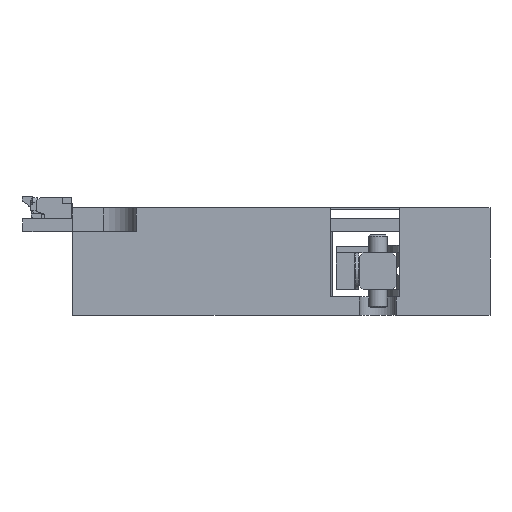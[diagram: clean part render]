
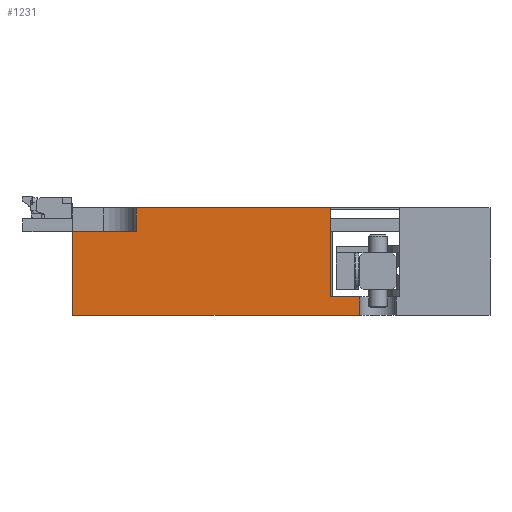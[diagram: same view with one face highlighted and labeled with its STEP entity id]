
A CAD part, left-side view. The second image highlights one B-rep face of the part: STEP entity #1231.
In plain terms, the highlighted planar face has unit normal (-1, 0, 0).
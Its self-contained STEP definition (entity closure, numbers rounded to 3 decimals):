
#1231=ADVANCED_FACE('',(#2451),#1920,.F.);
#1920=PLANE('',#13957);
#2451=FACE_OUTER_BOUND('',#3075,.T.);
#3075=EDGE_LOOP('',(#3875,#3876,#3877,#3878,#3879,#3880,#3881,#3882));
#3875=ORIENTED_EDGE('',*,*,#8912,.T.);
#3876=ORIENTED_EDGE('',*,*,#8927,.T.);
#3877=ORIENTED_EDGE('',*,*,#8928,.F.);
#3878=ORIENTED_EDGE('',*,*,#8929,.T.);
#3879=ORIENTED_EDGE('',*,*,#8930,.F.);
#3880=ORIENTED_EDGE('',*,*,#8931,.F.);
#3881=ORIENTED_EDGE('',*,*,#8932,.F.);
#3882=ORIENTED_EDGE('',*,*,#8933,.T.);
#7633=VERTEX_POINT('',#18530);
#7634=VERTEX_POINT('',#18532);
#7647=VERTEX_POINT('',#18562);
#7648=VERTEX_POINT('',#18564);
#7649=VERTEX_POINT('',#18566);
#7650=VERTEX_POINT('',#18568);
#7651=VERTEX_POINT('',#18570);
#7652=VERTEX_POINT('',#18572);
#8912=EDGE_CURVE('',#7634,#7633,#10795,.T.);
#8927=EDGE_CURVE('',#7633,#7647,#10809,.T.);
#8928=EDGE_CURVE('',#7648,#7647,#10810,.T.);
#8929=EDGE_CURVE('',#7648,#7649,#10811,.T.);
#8930=EDGE_CURVE('',#7650,#7649,#10812,.T.);
#8931=EDGE_CURVE('',#7651,#7650,#10813,.T.);
#8932=EDGE_CURVE('',#7652,#7651,#10814,.T.);
#8933=EDGE_CURVE('',#7652,#7634,#10815,.T.);
#10795=LINE('',#18531,#12375);
#10809=LINE('',#18561,#12389);
#10810=LINE('',#18563,#12390);
#10811=LINE('',#18565,#12391);
#10812=LINE('',#18567,#12392);
#10813=LINE('',#18569,#12393);
#10814=LINE('',#18571,#12394);
#10815=LINE('',#18573,#12395);
#12375=VECTOR('',#14961,1.);
#12389=VECTOR('',#14981,1.);
#12390=VECTOR('',#14982,1.);
#12391=VECTOR('',#14983,1.);
#12392=VECTOR('',#14984,1.);
#12393=VECTOR('',#14985,1.);
#12394=VECTOR('',#14986,1.);
#12395=VECTOR('',#14987,1.);
#13957=AXIS2_PLACEMENT_3D('',#18574,#14988,#14989);
#14961=DIRECTION('',(0.,-1.,0.));
#14981=DIRECTION('',(0.,0.,1.));
#14982=DIRECTION('',(0.,-1.,0.));
#14983=DIRECTION('',(0.,0.,1.));
#14984=DIRECTION('',(0.,-1.,0.));
#14985=DIRECTION('',(0.,0.,1.));
#14986=DIRECTION('',(0.,-1.,0.));
#14987=DIRECTION('',(0.,0.,-1.));
#14988=DIRECTION('',(1.,0.,0.));
#14989=DIRECTION('',(0.,0.,-1.));
#18530=CARTESIAN_POINT('',(-7.4,7.1,0.));
#18531=CARTESIAN_POINT('',(-7.4,22.7,0.));
#18532=CARTESIAN_POINT('',(-7.4,22.7,0.));
#18561=CARTESIAN_POINT('',(-7.4,7.1,-0.1));
#18562=CARTESIAN_POINT('',(-7.4,7.1,1.));
#18563=CARTESIAN_POINT('',(-7.4,8.7,1.));
#18564=CARTESIAN_POINT('',(-7.4,8.7,1.));
#18565=CARTESIAN_POINT('',(-7.4,8.7,1.));
#18566=CARTESIAN_POINT('',(-7.4,8.7,5.85));
#18567=CARTESIAN_POINT('',(-7.4,22.7,5.85));
#18568=CARTESIAN_POINT('',(-7.4,19.25,5.85));
#18569=CARTESIAN_POINT('',(-7.4,19.25,4.55));
#18570=CARTESIAN_POINT('',(-7.4,19.25,4.55));
#18571=CARTESIAN_POINT('',(-7.4,22.7,4.55));
#18572=CARTESIAN_POINT('',(-7.4,22.7,4.55));
#18573=CARTESIAN_POINT('',(-7.4,22.7,5.85));
#18574=CARTESIAN_POINT('',(-7.4,22.7,5.85));
